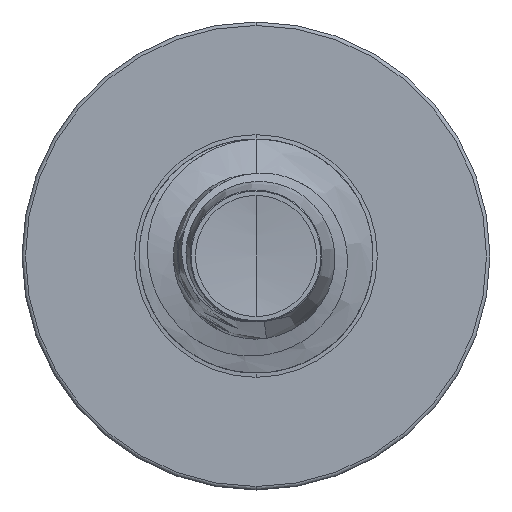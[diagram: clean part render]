
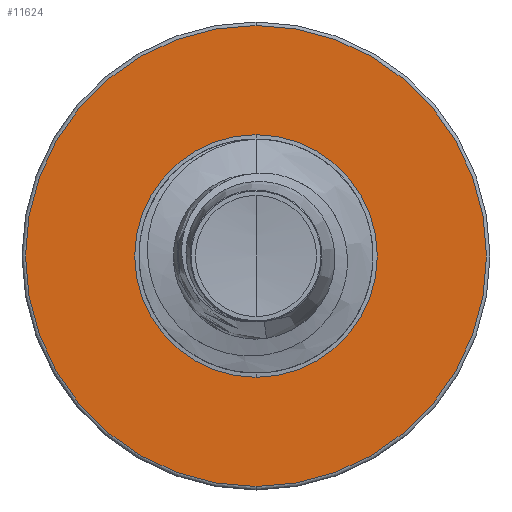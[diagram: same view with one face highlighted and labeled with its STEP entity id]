
A CAD part, front view. The second image highlights one B-rep face of the part: STEP entity #11624.
In plain terms, the highlighted planar face has unit normal (0, -1, 0).
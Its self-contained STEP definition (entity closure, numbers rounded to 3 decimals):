
#339 = ORIENTED_EDGE ( 'NONE', *, *, #2930, .F. ) ;
#664 = DIRECTION ( 'NONE',  ( 0., 0., 1. ) ) ;
#1149 = AXIS2_PLACEMENT_3D ( 'NONE', #17789, #6639, #19612 ) ;
#1663 = AXIS2_PLACEMENT_3D ( 'NONE', #6922, #19875, #8830 ) ;
#1990 = VERTEX_POINT ( 'NONE', #9816 ) ;
#2691 = CIRCLE ( 'NONE', #16835, 2.463 ) ;
#2756 = CARTESIAN_POINT ( 'NONE',  ( 0., 12.5, 0. ) ) ;
#2837 = CARTESIAN_POINT ( 'NONE',  ( 0., 12.5, 1.296 ) ) ;
#2930 = EDGE_CURVE ( 'NONE', #1990, #10288, #13134, .T. ) ;
#3105 = VERTEX_POINT ( 'NONE', #2837 ) ;
#4521 = CIRCLE ( 'NONE', #1663, 1.296 ) ;
#4547 = FACE_OUTER_BOUND ( 'NONE', #11547, .T. ) ;
#4712 = DIRECTION ( 'NONE',  ( 0., 0., 1. ) ) ;
#4755 = PLANE ( 'NONE',  #8267 ) ;
#5147 = FACE_BOUND ( 'NONE', #6234, .T. ) ;
#5438 = CIRCLE ( 'NONE', #15304, 1.296 ) ;
#6234 = EDGE_LOOP ( 'NONE', ( #17253, #13448 ) ) ;
#6252 = ORIENTED_EDGE ( 'NONE', *, *, #19966, .F. ) ;
#6639 = DIRECTION ( 'NONE',  ( 0., 1., 0. ) ) ;
#6922 = CARTESIAN_POINT ( 'NONE',  ( 0., 12.5, 0. ) ) ;
#7951 = CARTESIAN_POINT ( 'NONE',  ( 0., 12.5, -2.462 ) ) ;
#8267 = AXIS2_PLACEMENT_3D ( 'NONE', #8515, #8599, #21461 ) ;
#8515 = CARTESIAN_POINT ( 'NONE',  ( 0., 12.5, -1.296 ) ) ;
#8599 = DIRECTION ( 'NONE',  ( 0., 1., 0. ) ) ;
#8830 = DIRECTION ( 'NONE',  ( 0., 0., 1. ) ) ;
#9816 = CARTESIAN_POINT ( 'NONE',  ( 0., 12.5, 2.463 ) ) ;
#10288 = VERTEX_POINT ( 'NONE', #7951 ) ;
#11547 = EDGE_LOOP ( 'NONE', ( #339, #6252 ) ) ;
#11624 = ADVANCED_FACE ( 'NONE', ( #4547, #5147 ), #4755, .F. ) ;
#12066 = DIRECTION ( 'NONE',  ( 0., 1., 0. ) ) ;
#13134 = CIRCLE ( 'NONE', #1149, 2.463 ) ;
#13151 = VERTEX_POINT ( 'NONE', #20835 ) ;
#13448 = ORIENTED_EDGE ( 'NONE', *, *, #17998, .T. ) ;
#14776 = EDGE_CURVE ( 'NONE', #3105, #13151, #5438, .T. ) ;
#15304 = AXIS2_PLACEMENT_3D ( 'NONE', #2756, #15965, #4712 ) ;
#15965 = DIRECTION ( 'NONE',  ( 0., 1., 0. ) ) ;
#16835 = AXIS2_PLACEMENT_3D ( 'NONE', #22993, #12066, #664 ) ;
#17253 = ORIENTED_EDGE ( 'NONE', *, *, #14776, .T. ) ;
#17789 = CARTESIAN_POINT ( 'NONE',  ( 0., 12.5, 0. ) ) ;
#17998 = EDGE_CURVE ( 'NONE', #13151, #3105, #4521, .T. ) ;
#19612 = DIRECTION ( 'NONE',  ( 0., 0., 1. ) ) ;
#19875 = DIRECTION ( 'NONE',  ( 0., 1., 0. ) ) ;
#19966 = EDGE_CURVE ( 'NONE', #10288, #1990, #2691, .T. ) ;
#20835 = CARTESIAN_POINT ( 'NONE',  ( 0., 12.5, -1.296 ) ) ;
#21461 = DIRECTION ( 'NONE',  ( 0., 0., 1. ) ) ;
#22993 = CARTESIAN_POINT ( 'NONE',  ( 0., 12.5, 0. ) ) ;
